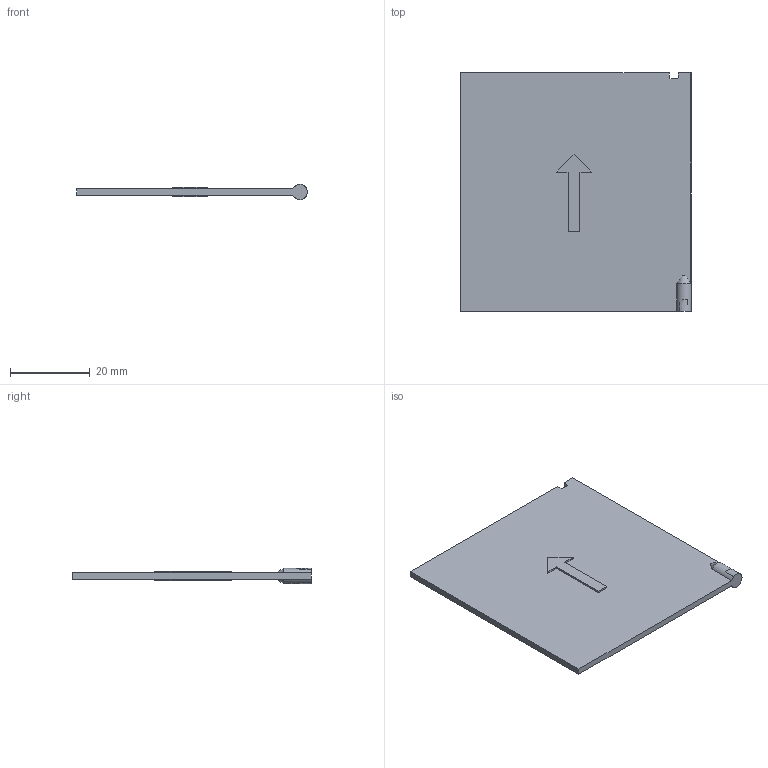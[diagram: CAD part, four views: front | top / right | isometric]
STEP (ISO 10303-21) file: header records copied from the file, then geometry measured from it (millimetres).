
FILE_DESCRIPTION((''),'2;1');
FILE_NAME('8ZTD-742-700','2021-09-17T09:38:41',('wudi'),(''),'CREO PARAMETRIC BY PTC INC, 2020044','CREO PARAMETRIC BY PTC INC, 2020044','');
FILE_SCHEMA(('CONFIG_CONTROL_DESIGN','SHAPE_APPEARANCE_LAYERS_GROUPS'));
Length unit declared in the file: millimetre
Products named in the file (1): 8ZTD-742-700
Bounding box: 58 x 60 x 4 mm (x, y, z)
Volume: 5658.7 mm3; surface area: 7385.3 mm2
Topology: 1 solids, 1 shells, 34 faces, 90 edges, 60 vertices
Faces by surface type: plane 29, cone 4, cylinder 1
Entity records: 1424 total; most frequent: CARTESIAN_POINT 228, ORIENTED_EDGE 180, DIRECTION 166, PRESENTATION_STYLE_ASSIGNMENT 91, STYLED_ITEM 91, CURVE_STYLE 90, EDGE_CURVE 90, VECTOR 78
